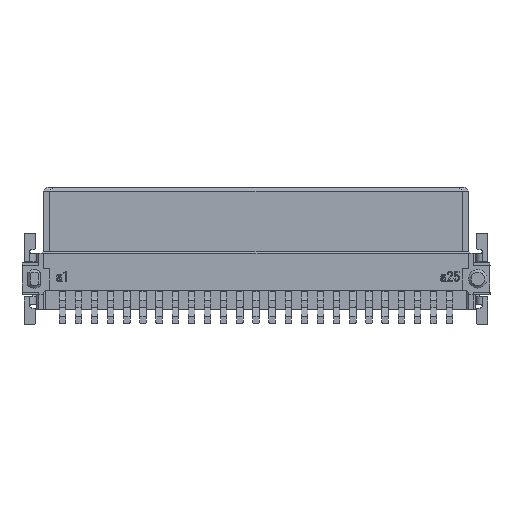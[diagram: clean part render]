
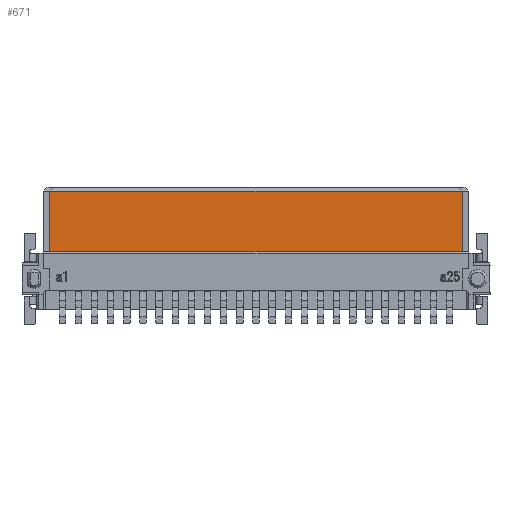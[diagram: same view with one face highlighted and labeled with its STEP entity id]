
A CAD part, front view. The second image highlights one B-rep face of the part: STEP entity #671.
In plain terms, the highlighted planar face has unit normal (0, -1, 0).
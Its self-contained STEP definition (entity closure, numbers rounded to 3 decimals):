
#410=CARTESIAN_POINT('',(16.25,-1.525,4.55));
#411=VERTEX_POINT('',#410);
#412=CARTESIAN_POINT('',(-16.25,-1.525,4.55));
#413=VERTEX_POINT('',#412);
#414=CARTESIAN_POINT('',(16.25,-1.525,4.55));
#415=DIRECTION('',(-1.,0.,0.));
#416=VECTOR('',#415,32.5);
#417=LINE('',#414,#416);
#418=EDGE_CURVE('',#411,#413,#417,.T.);
#641=CARTESIAN_POINT('',(0.,-1.525,7.));
#642=DIRECTION('',(1.,0.,0.));
#643=DIRECTION('',(0.,-1.,0.));
#644=AXIS2_PLACEMENT_3D('',#641,#643,#642);
#645=PLANE('',#644);
#646=CARTESIAN_POINT('',(-16.25,-1.525,9.3));
#647=VERTEX_POINT('',#646);
#648=CARTESIAN_POINT('',(-16.25,-1.525,9.3));
#649=DIRECTION('',(0.,0.,-1.));
#650=VECTOR('',#649,4.75);
#651=LINE('',#648,#650);
#652=EDGE_CURVE('',#647,#413,#651,.T.);
#653=ORIENTED_EDGE('',*,*,#652,.T.);
#654=ORIENTED_EDGE('',*,*,#418,.F.);
#655=CARTESIAN_POINT('',(16.25,-1.525,9.3));
#656=VERTEX_POINT('',#655);
#657=CARTESIAN_POINT('',(16.25,-1.525,4.55));
#658=DIRECTION('',(0.,0.,1.));
#659=VECTOR('',#658,4.75);
#660=LINE('',#657,#659);
#661=EDGE_CURVE('',#411,#656,#660,.T.);
#662=ORIENTED_EDGE('',*,*,#661,.T.);
#663=CARTESIAN_POINT('',(16.25,-1.525,9.3));
#664=DIRECTION('',(-1.,0.,0.));
#665=VECTOR('',#664,32.5);
#666=LINE('',#663,#665);
#667=EDGE_CURVE('',#656,#647,#666,.T.);
#668=ORIENTED_EDGE('',*,*,#667,.T.);
#669=EDGE_LOOP('',(#653,#654,#662,#668));
#670=FACE_OUTER_BOUND('',#669,.T.);
#671=ADVANCED_FACE('',(#670),#645,.T.);
